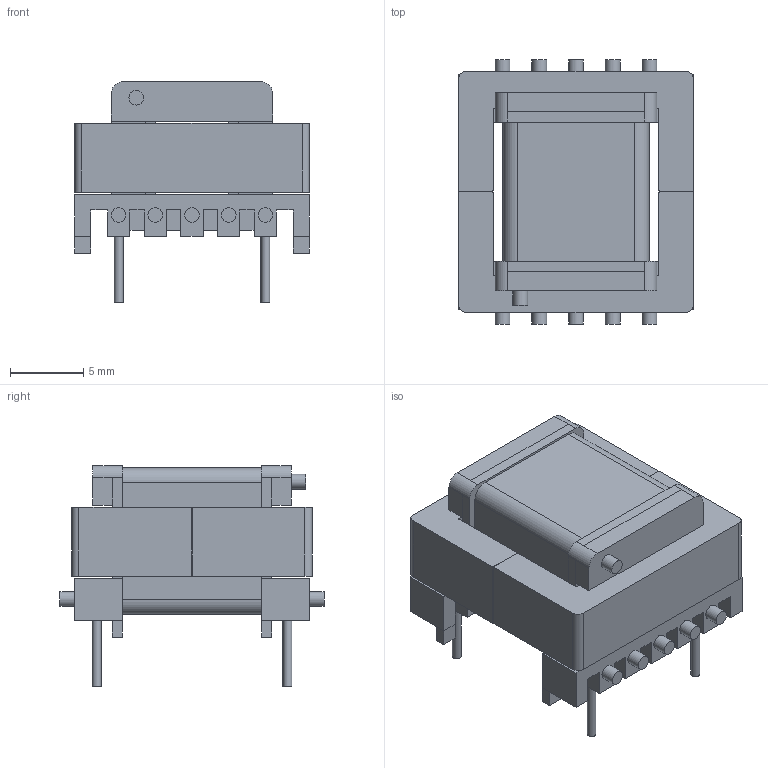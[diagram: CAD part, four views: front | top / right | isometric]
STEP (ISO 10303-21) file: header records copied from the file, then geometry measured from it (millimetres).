
FILE_DESCRIPTION(/* description */ (''),/* implementation_level */ '2;1');
FILE_NAME(/* name */ 'EE16_8_5_2+2_HG_tx v2.step',/* time_stamp */ '2021-12-17T11:37:47+05:00',/* author */ (''),/* organization */ (''),/* preprocessor_version */ 'ST-DEVELOPER v18.1',/* originating_system */ 'Autodesk Translation Framework v10.10.0.1391',/* authorisation */ '');
FILE_SCHEMA (('AUTOMOTIVE_DESIGN { 1 0 10303 214 3 1 1 }'));
Length unit declared in the file: millimetre
Products named in the file (1): EE16_8_5_2+2_HG_tx
Bounding box: 16 x 18 x 15.05 mm (x, y, z)
Volume: 1966 mm3; surface area: 2795.2 mm2
Topology: 3 solids, 4 shells, 235 faces, 588 edges, 374 vertices
Faces by surface type: plane 196, cylinder 39
Full cylindrical faces by diameter (mm): 0.6 x4, 1 x11
Entity records: 7151 total; most frequent: CARTESIAN_POINT 1198, ORIENTED_EDGE 1176, DIRECTION 1142, EDGE_CURVE 588, LINE 506, VECTOR 506, VERTEX_POINT 374, AXIS2_PLACEMENT_3D 318
